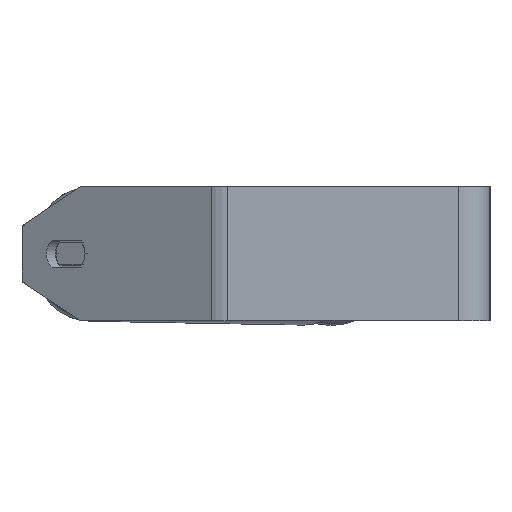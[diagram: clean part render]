
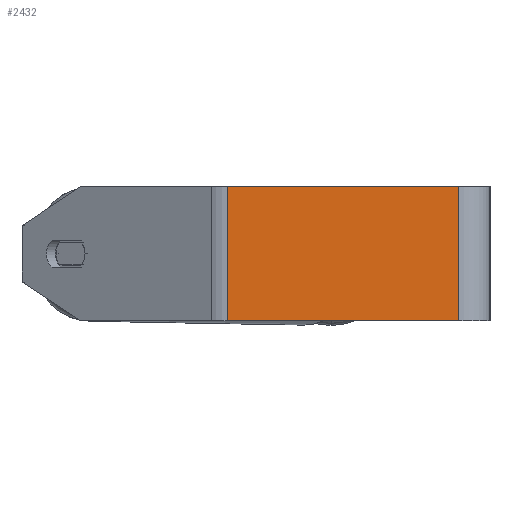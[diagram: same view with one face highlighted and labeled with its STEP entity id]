
A CAD part, left-side view. The second image highlights one B-rep face of the part: STEP entity #2432.
In plain terms, the highlighted planar face has unit normal (-1, 0, 0).
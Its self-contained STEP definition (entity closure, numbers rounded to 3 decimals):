
#206 = PLANE ( 'NONE',  #2540 ) ;
#619 = LINE ( 'NONE', #3891, #6772 ) ;
#675 = CARTESIAN_POINT ( 'NONE',  ( -360., 14., 30. ) ) ;
#682 = CARTESIAN_POINT ( 'NONE',  ( -360., 121.112, 30. ) ) ;
#801 = VERTEX_POINT ( 'NONE', #8288 ) ;
#1311 = LINE ( 'NONE', #5871, #1345 ) ;
#1345 = VECTOR ( 'NONE', #7155, 1000. ) ;
#2198 = CARTESIAN_POINT ( 'NONE',  ( -360., 121.112, -30. ) ) ;
#2432 = ADVANCED_FACE ( 'NONE', ( #8090 ), #206, .F. ) ;
#2540 = AXIS2_PLACEMENT_3D ( 'NONE', #6161, #2803, #5434 ) ;
#2745 = ORIENTED_EDGE ( 'NONE', *, *, #4723, .F. ) ;
#2803 = DIRECTION ( 'NONE',  ( 1., 0., 0. ) ) ;
#3156 = EDGE_CURVE ( 'NONE', #4231, #4741, #7125, .T. ) ;
#3276 = DIRECTION ( 'NONE',  ( 0., -1., 0. ) ) ;
#3531 = EDGE_LOOP ( 'NONE', ( #6995, #2745, #6674, #7527 ) ) ;
#3891 = CARTESIAN_POINT ( 'NONE',  ( -360., 117.36, 30. ) ) ;
#4103 = CARTESIAN_POINT ( 'NONE',  ( -360., 14., -30. ) ) ;
#4231 = VERTEX_POINT ( 'NONE', #5719 ) ;
#4723 = EDGE_CURVE ( 'NONE', #4741, #6916, #1311, .T. ) ;
#4741 = VERTEX_POINT ( 'NONE', #675 ) ;
#5434 = DIRECTION ( 'NONE',  ( 0., 0., -1. ) ) ;
#5596 = VECTOR ( 'NONE', #3276, 1000. ) ;
#5719 = CARTESIAN_POINT ( 'NONE',  ( -360., 117.36, 30. ) ) ;
#5825 = EDGE_CURVE ( 'NONE', #801, #6916, #8049, .T. ) ;
#5871 = CARTESIAN_POINT ( 'NONE',  ( -360., 14., 30. ) ) ;
#6157 = DIRECTION ( 'NONE',  ( 0., -1., 0. ) ) ;
#6161 = CARTESIAN_POINT ( 'NONE',  ( -360., 121.112, 30. ) ) ;
#6547 = DIRECTION ( 'NONE',  ( 0., 0., -1. ) ) ;
#6674 = ORIENTED_EDGE ( 'NONE', *, *, #3156, .F. ) ;
#6772 = VECTOR ( 'NONE', #6547, 1000. ) ;
#6916 = VERTEX_POINT ( 'NONE', #4103 ) ;
#6995 = ORIENTED_EDGE ( 'NONE', *, *, #5825, .T. ) ;
#7049 = VECTOR ( 'NONE', #6157, 1000. ) ;
#7125 = LINE ( 'NONE', #682, #5596 ) ;
#7155 = DIRECTION ( 'NONE',  ( 0., 0., -1. ) ) ;
#7215 = EDGE_CURVE ( 'NONE', #4231, #801, #619, .T. ) ;
#7527 = ORIENTED_EDGE ( 'NONE', *, *, #7215, .T. ) ;
#8049 = LINE ( 'NONE', #2198, #7049 ) ;
#8090 = FACE_OUTER_BOUND ( 'NONE', #3531, .T. ) ;
#8288 = CARTESIAN_POINT ( 'NONE',  ( -360., 117.36, -30. ) ) ;
